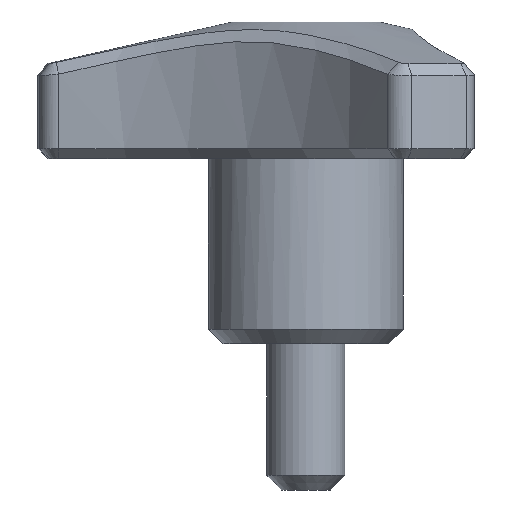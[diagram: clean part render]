
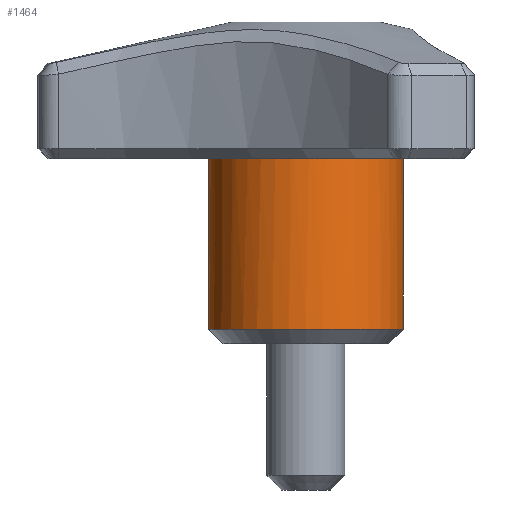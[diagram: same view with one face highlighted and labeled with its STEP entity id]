
A CAD part, left-side view. The second image highlights one B-rep face of the part: STEP entity #1464.
In plain terms, the highlighted cylindrical face has radius 10 mm (diameter 20 mm), a full revolution.
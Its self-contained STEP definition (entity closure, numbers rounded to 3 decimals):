
#58=B_SPLINE_CURVE_WITH_KNOTS('',3,(#2017,#2018,#2019,#2020,#2021,#2022),
 .UNSPECIFIED.,.F.,.F.,(4,1,1,4),(0.,0.,
0.001,0.001),.UNSPECIFIED.);
#59=B_SPLINE_CURVE_WITH_KNOTS('',3,(#2030,#2031,#2032,#2033,#2034,#2035),
 .UNSPECIFIED.,.F.,.F.,(4,1,1,4),(0.,0.,0.,
0.001),.UNSPECIFIED.);
#60=B_SPLINE_CURVE_WITH_KNOTS('',3,(#2039,#2040,#2041,#2042,#2043,#2044),
 .UNSPECIFIED.,.F.,.F.,(4,1,1,4),(0.,0.,
0.,0.001),.UNSPECIFIED.);
#61=B_SPLINE_CURVE_WITH_KNOTS('',3,(#2052,#2053,#2054,#2055,#2056,#2057),
 .UNSPECIFIED.,.F.,.F.,(4,1,1,4),(0.,0.,0.,
0.001),.UNSPECIFIED.);
#62=B_SPLINE_CURVE_WITH_KNOTS('',3,(#2061,#2062,#2063,#2064,#2065),
 .UNSPECIFIED.,.F.,.F.,(4,1,4),(0.,0.,
0.001),.UNSPECIFIED.);
#63=B_SPLINE_CURVE_WITH_KNOTS('',3,(#2073,#2074,#2075,#2076,#2077),
 .UNSPECIFIED.,.F.,.F.,(4,1,4),(0.,0.,0.001),
 .UNSPECIFIED.);
#98=LINE('',#2024,#134);
#99=LINE('',#2028,#135);
#100=LINE('',#2046,#136);
#101=LINE('',#2050,#137);
#102=LINE('',#2067,#138);
#103=LINE('',#2071,#139);
#134=VECTOR('',#1703,1000.);
#135=VECTOR('',#1706,1000.);
#136=VECTOR('',#1709,1000.);
#137=VECTOR('',#1712,1000.);
#138=VECTOR('',#1715,1000.);
#139=VECTOR('',#1718,1000.);
#168=CYLINDRICAL_SURFACE('',#1544,10.);
#199=ORIENTED_EDGE('',*,*,#499,.T.);
#200=ORIENTED_EDGE('',*,*,#500,.F.);
#201=ORIENTED_EDGE('',*,*,#501,.T.);
#202=ORIENTED_EDGE('',*,*,#502,.F.);
#203=ORIENTED_EDGE('',*,*,#503,.F.);
#204=ORIENTED_EDGE('',*,*,#504,.T.);
#205=ORIENTED_EDGE('',*,*,#505,.T.);
#206=ORIENTED_EDGE('',*,*,#506,.F.);
#207=ORIENTED_EDGE('',*,*,#507,.T.);
#208=ORIENTED_EDGE('',*,*,#508,.F.);
#209=ORIENTED_EDGE('',*,*,#509,.F.);
#210=ORIENTED_EDGE('',*,*,#510,.T.);
#211=ORIENTED_EDGE('',*,*,#511,.T.);
#212=ORIENTED_EDGE('',*,*,#512,.F.);
#213=ORIENTED_EDGE('',*,*,#513,.T.);
#214=ORIENTED_EDGE('',*,*,#514,.F.);
#215=ORIENTED_EDGE('',*,*,#515,.F.);
#216=ORIENTED_EDGE('',*,*,#516,.T.);
#217=ORIENTED_EDGE('',*,*,#517,.T.);
#499=EDGE_CURVE('',#649,#649,#738,.T.);
#500=EDGE_CURVE('',#650,#651,#739,.T.);
#501=EDGE_CURVE('',#650,#652,#58,.T.);
#502=EDGE_CURVE('',#653,#652,#98,.T.);
#503=EDGE_CURVE('',#654,#653,#740,.T.);
#504=EDGE_CURVE('',#654,#655,#99,.T.);
#505=EDGE_CURVE('',#655,#656,#59,.T.);
#506=EDGE_CURVE('',#657,#656,#741,.T.);
#507=EDGE_CURVE('',#657,#658,#60,.T.);
#508=EDGE_CURVE('',#659,#658,#100,.T.);
#509=EDGE_CURVE('',#660,#659,#742,.T.);
#510=EDGE_CURVE('',#660,#661,#101,.T.);
#511=EDGE_CURVE('',#661,#662,#61,.T.);
#512=EDGE_CURVE('',#663,#662,#743,.T.);
#513=EDGE_CURVE('',#663,#664,#62,.T.);
#514=EDGE_CURVE('',#665,#664,#102,.T.);
#515=EDGE_CURVE('',#666,#665,#744,.T.);
#516=EDGE_CURVE('',#666,#667,#103,.T.);
#517=EDGE_CURVE('',#667,#651,#63,.T.);
#649=VERTEX_POINT('',#2013);
#650=VERTEX_POINT('',#2015);
#651=VERTEX_POINT('',#2016);
#652=VERTEX_POINT('',#2023);
#653=VERTEX_POINT('',#2025);
#654=VERTEX_POINT('',#2027);
#655=VERTEX_POINT('',#2029);
#656=VERTEX_POINT('',#2036);
#657=VERTEX_POINT('',#2038);
#658=VERTEX_POINT('',#2045);
#659=VERTEX_POINT('',#2047);
#660=VERTEX_POINT('',#2049);
#661=VERTEX_POINT('',#2051);
#662=VERTEX_POINT('',#2058);
#663=VERTEX_POINT('',#2060);
#664=VERTEX_POINT('',#2066);
#665=VERTEX_POINT('',#2068);
#666=VERTEX_POINT('',#2070);
#667=VERTEX_POINT('',#2072);
#738=CIRCLE('',#1545,10.);
#739=CIRCLE('',#1546,10.);
#740=CIRCLE('',#1547,10.);
#741=CIRCLE('',#1548,10.);
#742=CIRCLE('',#1549,10.);
#743=CIRCLE('',#1550,10.);
#744=CIRCLE('',#1551,10.);
#814=EDGE_LOOP('',(#199));
#815=EDGE_LOOP('',(#200,#201,#202,#203,#204,#205,#206,#207,#208,#209,#210,
#211,#212,#213,#214,#215,#216,#217));
#893=FACE_BOUND('',#814,.T.);
#894=FACE_BOUND('',#815,.T.);
#1464=ADVANCED_FACE('',(#893,#894),#168,.T.);
#1544=AXIS2_PLACEMENT_3D('',#2011,#1697,#1698);
#1545=AXIS2_PLACEMENT_3D('',#2012,#1699,#1700);
#1546=AXIS2_PLACEMENT_3D('',#2014,#1701,#1702);
#1547=AXIS2_PLACEMENT_3D('',#2026,#1704,#1705);
#1548=AXIS2_PLACEMENT_3D('',#2037,#1707,#1708);
#1549=AXIS2_PLACEMENT_3D('',#2048,#1710,#1711);
#1550=AXIS2_PLACEMENT_3D('',#2059,#1713,#1714);
#1551=AXIS2_PLACEMENT_3D('',#2069,#1716,#1717);
#1697=DIRECTION('',(0.,0.,1.));
#1698=DIRECTION('',(1.,0.,0.));
#1699=DIRECTION('',(0.,0.,1.));
#1700=DIRECTION('',(1.,0.,0.));
#1701=DIRECTION('',(0.,0.,1.));
#1702=DIRECTION('',(1.,0.,0.));
#1703=DIRECTION('',(0.,0.,-1.));
#1704=DIRECTION('',(0.,0.,1.));
#1705=DIRECTION('',(0.,-1.,0.));
#1706=DIRECTION('',(0.,0.,-1.));
#1707=DIRECTION('',(0.,0.,1.));
#1708=DIRECTION('',(1.,0.,0.));
#1709=DIRECTION('',(0.,0.,-1.));
#1710=DIRECTION('',(0.,0.,1.));
#1711=DIRECTION('',(0.,1.,0.));
#1712=DIRECTION('',(0.,0.,-1.));
#1713=DIRECTION('',(0.,0.,1.));
#1714=DIRECTION('',(1.,0.,0.));
#1715=DIRECTION('',(0.,0.,-1.));
#1716=DIRECTION('',(0.,0.,1.));
#1717=DIRECTION('',(0.,1.,0.));
#1718=DIRECTION('',(0.,0.,-1.));
#2011=CARTESIAN_POINT('',(0.,0.,57.15));
#2012=CARTESIAN_POINT('',(0.,0.,1.5));
#2013=CARTESIAN_POINT('',(10.,0.,1.5));
#2014=CARTESIAN_POINT('',(0.,0.,19.));
#2015=CARTESIAN_POINT('',(-6.95,7.19,19.));
#2016=CARTESIAN_POINT('',(-9.87,1.609,19.));
#2017=CARTESIAN_POINT('',(-6.95,7.19,19.));
#2018=CARTESIAN_POINT('',(-6.868,7.269,19.));
#2019=CARTESIAN_POINT('',(-6.743,7.385,19.012));
#2020=CARTESIAN_POINT('',(-6.584,7.527,19.07));
#2021=CARTESIAN_POINT('',(-6.5,7.599,19.142));
#2022=CARTESIAN_POINT('',(-6.5,7.599,19.2));
#2023=CARTESIAN_POINT('',(-6.5,7.599,19.2));
#2024=CARTESIAN_POINT('',(-6.5,7.599,28.));
#2025=CARTESIAN_POINT('',(-6.5,7.599,28.));
#2026=CARTESIAN_POINT('',(0.,0.,28.));
#2027=CARTESIAN_POINT('',(6.5,7.599,28.));
#2028=CARTESIAN_POINT('',(6.5,7.599,28.));
#2029=CARTESIAN_POINT('',(6.5,7.599,19.2));
#2030=CARTESIAN_POINT('',(6.5,7.599,19.2));
#2031=CARTESIAN_POINT('',(6.5,7.599,19.142));
#2032=CARTESIAN_POINT('',(6.585,7.526,19.069));
#2033=CARTESIAN_POINT('',(6.744,7.385,19.012));
#2034=CARTESIAN_POINT('',(6.868,7.269,19.));
#2035=CARTESIAN_POINT('',(6.95,7.19,19.));
#2036=CARTESIAN_POINT('',(6.95,7.19,19.));
#2037=CARTESIAN_POINT('',(0.,0.,19.));
#2038=CARTESIAN_POINT('',(9.717,2.361,19.));
#2039=CARTESIAN_POINT('',(9.717,2.361,19.));
#2040=CARTESIAN_POINT('',(9.744,2.253,19.));
#2041=CARTESIAN_POINT('',(9.78,2.09,19.012));
#2042=CARTESIAN_POINT('',(9.821,1.885,19.07));
#2043=CARTESIAN_POINT('',(9.84,1.78,19.143));
#2044=CARTESIAN_POINT('',(9.84,1.78,19.2));
#2045=CARTESIAN_POINT('',(9.84,1.78,19.2));
#2046=CARTESIAN_POINT('',(9.84,1.78,28.));
#2047=CARTESIAN_POINT('',(9.84,1.78,28.));
#2048=CARTESIAN_POINT('',(0.,0.,28.));
#2049=CARTESIAN_POINT('',(3.378,-9.412,28.));
#2050=CARTESIAN_POINT('',(3.378,-9.412,28.));
#2051=CARTESIAN_POINT('',(3.378,-9.412,19.2));
#2052=CARTESIAN_POINT('',(3.378,-9.412,19.2));
#2053=CARTESIAN_POINT('',(3.378,-9.412,19.143));
#2054=CARTESIAN_POINT('',(3.277,-9.448,19.07));
#2055=CARTESIAN_POINT('',(3.08,-9.515,19.012));
#2056=CARTESIAN_POINT('',(2.921,-9.565,19.));
#2057=CARTESIAN_POINT('',(2.814,-9.596,19.));
#2058=CARTESIAN_POINT('',(2.814,-9.596,19.));
#2059=CARTESIAN_POINT('',(0.,0.,19.));
#2060=CARTESIAN_POINT('',(-3.541,-9.352,19.));
#2061=CARTESIAN_POINT('',(-3.541,-9.352,19.));
#2062=CARTESIAN_POINT('',(-3.625,-9.32,19.));
#2063=CARTESIAN_POINT('',(-3.78,-9.26,19.015));
#2064=CARTESIAN_POINT('',(-3.965,-9.18,19.108));
#2065=CARTESIAN_POINT('',(-3.965,-9.18,19.2));
#2066=CARTESIAN_POINT('',(-3.965,-9.18,19.2));
#2067=CARTESIAN_POINT('',(-3.965,-9.18,28.));
#2068=CARTESIAN_POINT('',(-3.965,-9.18,28.));
#2069=CARTESIAN_POINT('',(0.,0.,28.));
#2070=CARTESIAN_POINT('',(-9.933,1.156,28.));
#2071=CARTESIAN_POINT('',(-9.933,1.156,28.));
#2072=CARTESIAN_POINT('',(-9.933,1.156,19.2));
#2073=CARTESIAN_POINT('',(-9.933,1.156,19.2));
#2074=CARTESIAN_POINT('',(-9.933,1.156,19.108));
#2075=CARTESIAN_POINT('',(-9.909,1.357,19.015));
#2076=CARTESIAN_POINT('',(-9.884,1.521,19.));
#2077=CARTESIAN_POINT('',(-9.87,1.609,19.));
